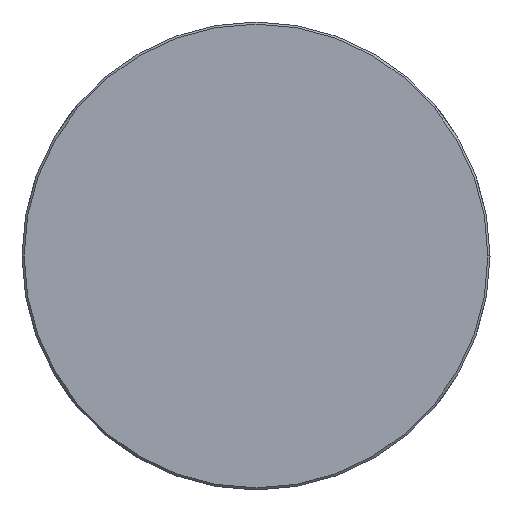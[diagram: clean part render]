
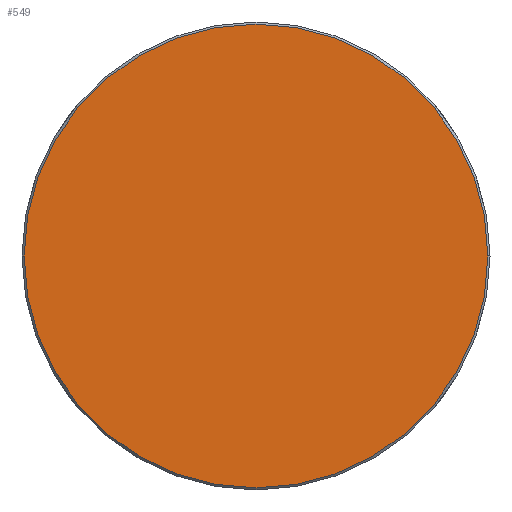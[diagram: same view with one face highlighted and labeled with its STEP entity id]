
A CAD part, left-side view. The second image highlights one B-rep face of the part: STEP entity #549.
In plain terms, the highlighted planar face has unit normal (-1, 0, 0).
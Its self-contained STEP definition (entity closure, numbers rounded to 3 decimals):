
#81 = CARTESIAN_POINT ( 'NONE',  ( -102.2, -54.5, 0. ) ) ;
#105 = AXIS2_PLACEMENT_3D ( 'NONE', #856, #1878, #1895 ) ;
#290 = AXIS2_PLACEMENT_3D ( 'NONE', #1882, #2026, #833 ) ;
#404 = ORIENTED_EDGE ( 'NONE', *, *, #604, .T. ) ;
#431 = CIRCLE ( 'NONE', #290, 54.5 ) ;
#449 = AXIS2_PLACEMENT_3D ( 'NONE', #1557, #1546, #694 ) ;
#549 = ADVANCED_FACE ( 'NONE', ( #675 ), #667, .T. ) ;
#604 = EDGE_CURVE ( 'NONE', #1012, #2092, #1287, .T. ) ;
#667 = PLANE ( 'NONE',  #105 ) ;
#675 = FACE_OUTER_BOUND ( 'NONE', #2136, .T. ) ;
#694 = DIRECTION ( 'NONE',  ( 0., 1., 0. ) ) ;
#833 = DIRECTION ( 'NONE',  ( 0., 1., 0. ) ) ;
#856 = CARTESIAN_POINT ( 'NONE',  ( -102.2, -55.154, -55.154 ) ) ;
#1012 = VERTEX_POINT ( 'NONE', #1804 ) ;
#1221 = EDGE_CURVE ( 'NONE', #2092, #1012, #431, .T. ) ;
#1287 = CIRCLE ( 'NONE', #449, 54.5 ) ;
#1342 = ORIENTED_EDGE ( 'NONE', *, *, #1221, .T. ) ;
#1546 = DIRECTION ( 'NONE',  ( -1., 0., 0. ) ) ;
#1557 = CARTESIAN_POINT ( 'NONE',  ( -102.2, 0., 0. ) ) ;
#1804 = CARTESIAN_POINT ( 'NONE',  ( -102.2, 54.5, 0. ) ) ;
#1878 = DIRECTION ( 'NONE',  ( -1., 0., 0. ) ) ;
#1882 = CARTESIAN_POINT ( 'NONE',  ( -102.2, 0., 0. ) ) ;
#1895 = DIRECTION ( 'NONE',  ( 0., 0., 1. ) ) ;
#2026 = DIRECTION ( 'NONE',  ( -1., 0., 0. ) ) ;
#2092 = VERTEX_POINT ( 'NONE', #81 ) ;
#2136 = EDGE_LOOP ( 'NONE', ( #404, #1342 ) ) ;
